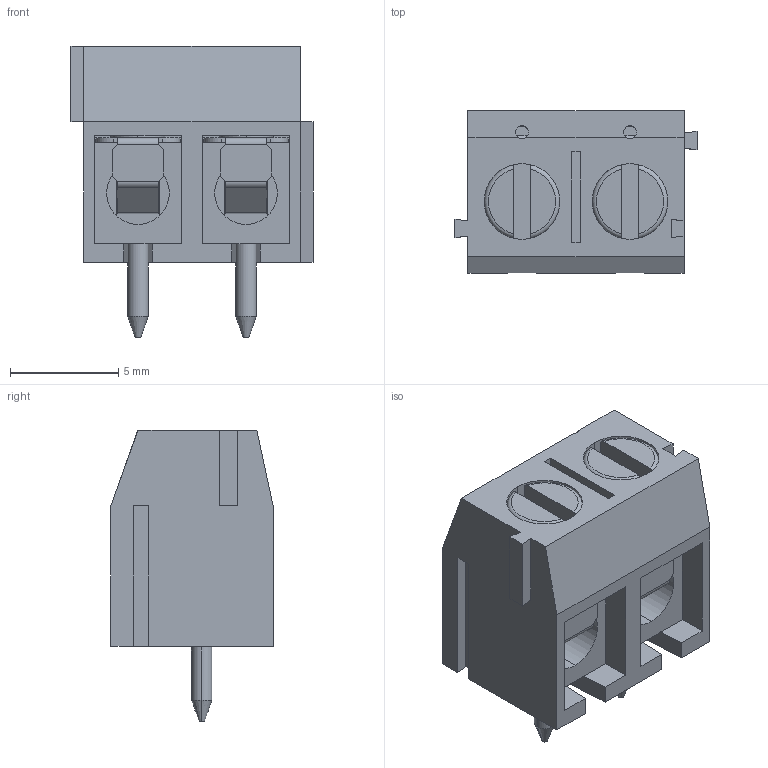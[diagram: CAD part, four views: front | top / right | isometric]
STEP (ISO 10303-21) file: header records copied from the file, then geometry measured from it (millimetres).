
FILE_DESCRIPTION(('STEP AP214'),'1');
FILE_NAME('691102710002.stp','2016-02-22T21:45:26',('TraceParts'),('TraceParts S.A.'),'Spatial InterOp 3D',' ',' ');
FILE_SCHEMA(('automotive_design'));
Length unit declared in the file: millimetre
Products named in the file (7): Assem1|NAUO1#691502710002;691502710002; Assem1|NAUO2#6911027100xx_CAGE;6911027100xx_CAGE; Assem1|NAUO3#6911027100xx_CAGE;6911027100xx_CAGE; Assem1|NAUO4#6911027100xx_PIN;6911027100xx_PIN; Assem1|NAUO5#6911027100xx_PIN;6911027100xx_PIN; Assem1|NAUO6#6911027100xx_VIS;6911027100xx_VIS; Assem1|NAUO7#6911027100xx_VIS;6911027100xx_VIS
Bounding box: 11.2 x 7.5 x 13.5 mm (x, y, z)
Volume: 541.4 mm3; surface area: 1369.7 mm2
Topology: 7 solids, 7 shells, 237 faces, 634 edges, 412 vertices
Faces by surface type: plane 141, cylinder 72, cone 16, torus 8
Entity records: 9522 total; most frequent: CARTESIAN_POINT 1422, DIRECTION 1296, ORIENTED_EDGE 1268, EDGE_CURVE 634, AXIS2_PLACEMENT_3D 436, LINE 424, VECTOR 424, VERTEX_POINT 412
